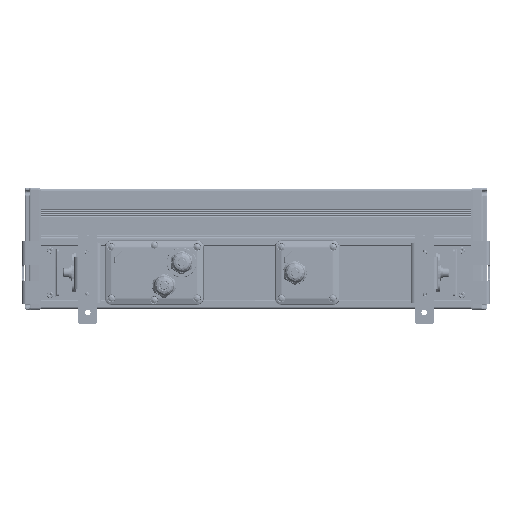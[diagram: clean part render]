
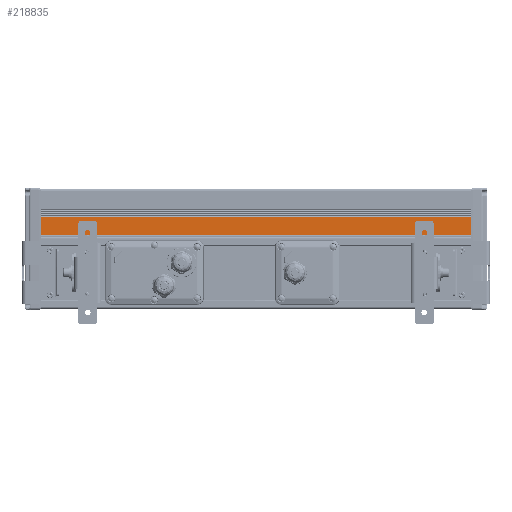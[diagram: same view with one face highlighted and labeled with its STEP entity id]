
A CAD part, front view. The second image highlights one B-rep face of the part: STEP entity #218835.
In plain terms, the highlighted planar face has unit normal (0, -1, 0).
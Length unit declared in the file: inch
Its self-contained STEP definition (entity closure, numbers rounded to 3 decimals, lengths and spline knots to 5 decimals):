
#1162 = VERTEX_POINT ( 'NONE', #84066 ) ;
#18017 = VECTOR ( 'NONE', #249558, 39.37008 ) ;
#36051 = VECTOR ( 'NONE', #209130, 39.37008 ) ;
#45516 = CARTESIAN_POINT ( 'NONE',  ( 0., -1.02618, -0.51242 ) ) ;
#49755 = CARTESIAN_POINT ( 'NONE',  ( 21.7126, -1.02618, -0.51242 ) ) ;
#53773 = CARTESIAN_POINT ( 'NONE',  ( 0., -1.02618, 0.399 ) ) ;
#73432 = DIRECTION ( 'NONE',  ( 0., 1., 0. ) ) ;
#74954 = VECTOR ( 'NONE', #230818, 39.37008 ) ;
#84066 = CARTESIAN_POINT ( 'NONE',  ( 0., -1.02618, 0.399 ) ) ;
#88768 = FACE_OUTER_BOUND ( 'NONE', #224505, .T. ) ;
#89873 = EDGE_CURVE ( 'NONE', #1162, #249965, #150624, .T. ) ;
#91983 = ORIENTED_EDGE ( 'NONE', *, *, #106576, .F. ) ;
#93381 = LINE ( 'NONE', #172274, #74954 ) ;
#93465 = ORIENTED_EDGE ( 'NONE', *, *, #102204, .T. ) ;
#102204 = EDGE_CURVE ( 'NONE', #206644, #103307, #229231, .T. ) ;
#103307 = VERTEX_POINT ( 'NONE', #172381 ) ;
#106576 = EDGE_CURVE ( 'NONE', #1162, #103307, #117730, .T. ) ;
#117730 = LINE ( 'NONE', #123981, #149451 ) ;
#123981 = CARTESIAN_POINT ( 'NONE',  ( 21.7126, -1.02618, 0.399 ) ) ;
#146080 = CARTESIAN_POINT ( 'NONE',  ( 21.7126, -1.02618, 0.399 ) ) ;
#149451 = VECTOR ( 'NONE', #241115, 39.37008 ) ;
#150624 = LINE ( 'NONE', #53773, #36051 ) ;
#166444 = DIRECTION ( 'NONE',  ( 0., 0., 1. ) ) ;
#172274 = CARTESIAN_POINT ( 'NONE',  ( 21.7126, -1.02618, -0.51242 ) ) ;
#172381 = CARTESIAN_POINT ( 'NONE',  ( 21.7126, -1.02618, 0.399 ) ) ;
#186786 = PLANE ( 'NONE',  #219030 ) ;
#189903 = ORIENTED_EDGE ( 'NONE', *, *, #237856, .F. ) ;
#194737 = ORIENTED_EDGE ( 'NONE', *, *, #89873, .T. ) ;
#206644 = VERTEX_POINT ( 'NONE', #49755 ) ;
#209130 = DIRECTION ( 'NONE',  ( 0., 0., -1. ) ) ;
#213921 = CARTESIAN_POINT ( 'NONE',  ( 21.7126, -1.02618, 0.399 ) ) ;
#218835 = ADVANCED_FACE ( 'NONE', ( #88768 ), #186786, .F. ) ;
#219030 = AXIS2_PLACEMENT_3D ( 'NONE', #146080, #73432, #166444 ) ;
#224505 = EDGE_LOOP ( 'NONE', ( #93465, #91983, #194737, #189903 ) ) ;
#229231 = LINE ( 'NONE', #213921, #18017 ) ;
#230818 = DIRECTION ( 'NONE',  ( -1., 0., 0. ) ) ;
#237856 = EDGE_CURVE ( 'NONE', #206644, #249965, #93381, .T. ) ;
#241115 = DIRECTION ( 'NONE',  ( 1., 0., 0. ) ) ;
#249558 = DIRECTION ( 'NONE',  ( 0., 0., 1. ) ) ;
#249965 = VERTEX_POINT ( 'NONE', #45516 ) ;
